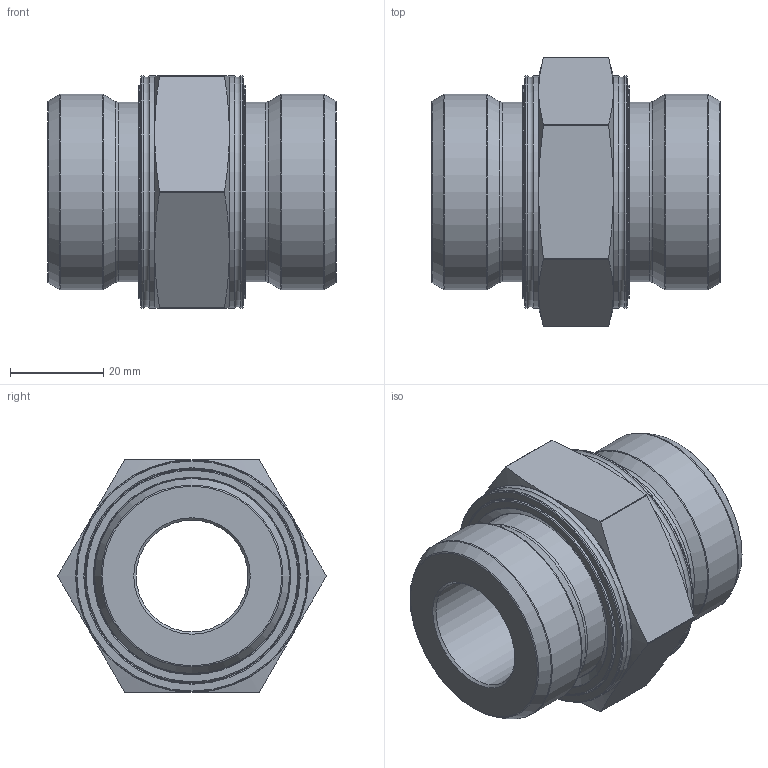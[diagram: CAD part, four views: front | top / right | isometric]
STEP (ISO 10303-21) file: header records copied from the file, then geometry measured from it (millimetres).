
FILE_DESCRIPTION(/* description */ (''),/* implementation_level */ '2;1');
FILE_NAME(/* name */ 'DUM30.stp',/* time_stamp */ '2025-01-08T13:39:56+01:00',/* author */ (''),/* organization */ (''),/* preprocessor_version */ 'ST-DEVELOPER v16',/* originating_system */ 'SIEMENS PLM Software NX 10.0',/* authorisation */ '');
FILE_SCHEMA (('CONFIG_CONTROL_DESIGN'));
Length unit declared in the file: millimetre
Products named in the file (2): X-UR-30; X-DUM30
Assembly tree (2 placements, depth 2):
  X-DUM30
    X-UR-30  x2
Bounding box: 62 x 57.66 x 50 mm (x, y, z)
Volume: 70041.7 mm3; surface area: 20536.2 mm2
Topology: 3 solids, 3 shells, 81 faces, 174 edges, 105 vertices
Faces by surface type: torus 22, cylinder 21, cone 20, plane 18
Full cylindrical faces by diameter (mm): 24 x1, 38.5 x2, 38.8 x2, 42 x2, 45.8 x2, 46.045 x2, 49.8 x4
Entity records: 2030 total; most frequent: CARTESIAN_POINT 481, DIRECTION 280, ORIENTED_EDGE 214, AXIS2_PLACEMENT_3D 134, EDGE_LOOP 120, EDGE_CURVE 107, FACE_BOUND 96, VERTEX_POINT 83
